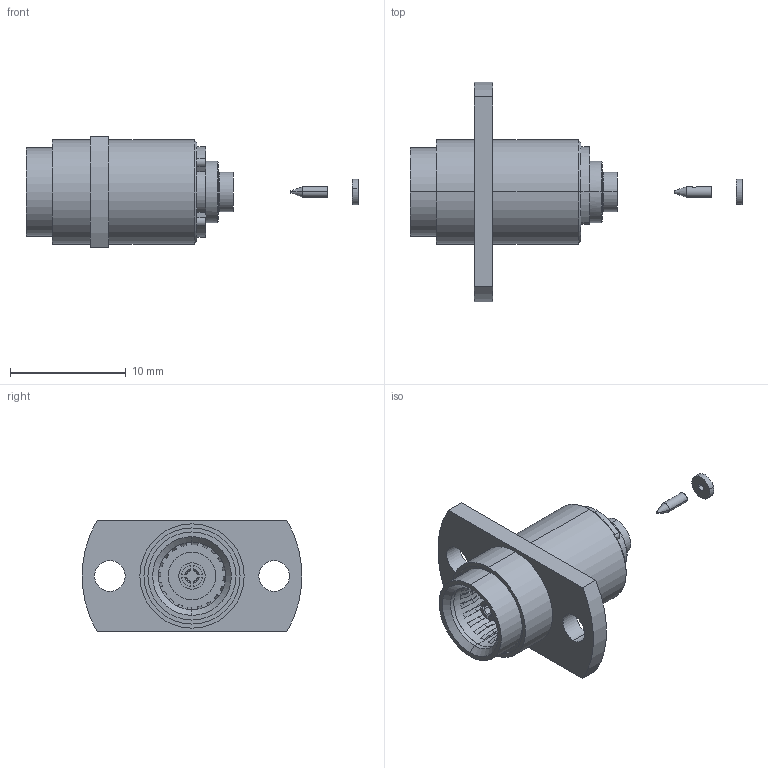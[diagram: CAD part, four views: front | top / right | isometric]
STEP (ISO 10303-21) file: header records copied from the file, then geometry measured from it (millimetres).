
FILE_DESCRIPTION (( 'STEP AP203' ), '1' );
FILE_NAME ('BMA-PJ-086_B.STEP', '2025-03-10T00:51:41', ( '' ), ( '' ), 'SwSTEP 2.0', 'SolidWorks 2022', '' );
FILE_SCHEMA (( 'CONFIG_CONTROL_DESIGN' ));
Length unit declared in the file: millimetre
Products named in the file (1): BMA-PJ-086_B
Bounding box: 28.67 x 18.95 x 9.6 mm (x, y, z)
Volume: 950.9 mm3; surface area: 1153.7 mm2
Topology: 3 solids, 3 shells, 333 faces, 924 edges, 601 vertices
Faces by surface type: cylinder 144, plane 85, torus 84, cone 20
Entity records: 11468 total; most frequent: CARTESIAN_POINT 3120, ORIENTED_EDGE 1844, DIRECTION 1582, EDGE_CURVE 922, AXIS2_PLACEMENT_3D 642, VERTEX_POINT 601, EDGE_LOOP 393, FACE_OUTER_BOUND 333
